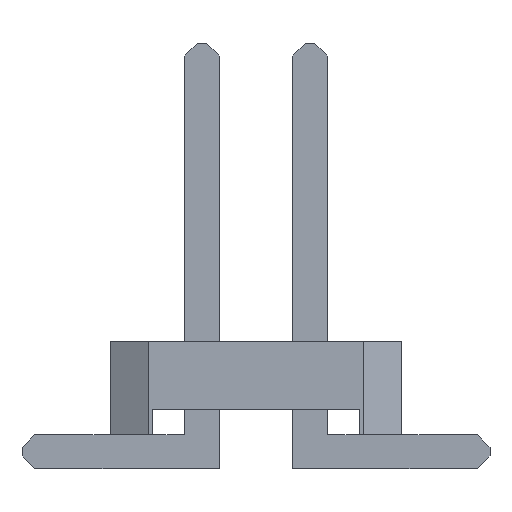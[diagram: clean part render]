
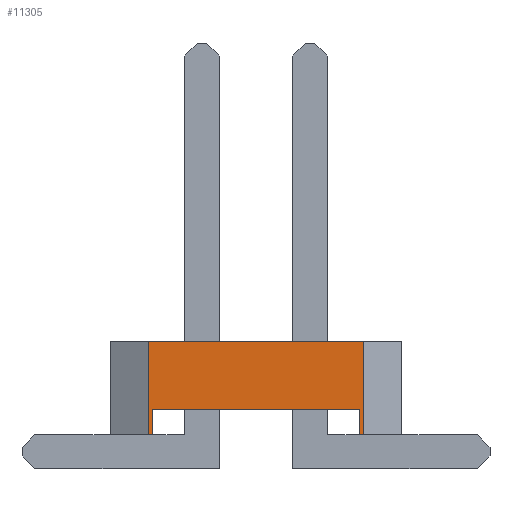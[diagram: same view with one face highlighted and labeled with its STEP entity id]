
A CAD part, left-side view. The second image highlights one B-rep face of the part: STEP entity #11305.
In plain terms, the highlighted planar face has unit normal (-1, 0, 0).
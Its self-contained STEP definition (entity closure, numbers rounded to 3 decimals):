
#42 = CARTESIAN_POINT ( 'NONE',  ( -1.27, -1.215, 0. ) ) ;
#250 = CARTESIAN_POINT ( 'NONE',  ( -1.27, 1.265, -20. ) ) ;
#667 = EDGE_CURVE ( 'NONE', #13600, #16452, #2311, .T. ) ;
#692 = ORIENTED_EDGE ( 'NONE', *, *, #12814, .F. ) ;
#1020 = CARTESIAN_POINT ( 'NONE',  ( -1.27, -1.215, 0. ) ) ;
#1208 = VERTEX_POINT ( 'NONE', #12973 ) ;
#1331 = CARTESIAN_POINT ( 'NONE',  ( -1.27, -1.265, 0. ) ) ;
#1381 = AXIS2_PLACEMENT_3D ( 'NONE', #6204, #15269, #5947 ) ;
#1481 = VECTOR ( 'NONE', #7093, 1000. ) ;
#1794 = VECTOR ( 'NONE', #11643, 1000. ) ;
#1821 = ORIENTED_EDGE ( 'NONE', *, *, #14195, .F. ) ;
#1991 = CARTESIAN_POINT ( 'NONE',  ( -1.27, 1.265, 0. ) ) ;
#2311 = LINE ( 'NONE', #42, #13654 ) ;
#2736 = EDGE_CURVE ( 'NONE', #16452, #3180, #11455, .T. ) ;
#2845 = VECTOR ( 'NONE', #5747, 1000. ) ;
#3026 = CARTESIAN_POINT ( 'NONE',  ( -1.27, -1.715, 0. ) ) ;
#3125 = CARTESIAN_POINT ( 'NONE',  ( -1.27, 1.265, 1.1 ) ) ;
#3180 = VERTEX_POINT ( 'NONE', #11783 ) ;
#3235 = LINE ( 'NONE', #4278, #2845 ) ;
#3469 = DIRECTION ( 'NONE',  ( 0., 0., -1. ) ) ;
#3553 = VERTEX_POINT ( 'NONE', #1991 ) ;
#3897 = VERTEX_POINT ( 'NONE', #10921 ) ;
#4278 = CARTESIAN_POINT ( 'NONE',  ( -1.27, -1.265, -20. ) ) ;
#4485 = ORIENTED_EDGE ( 'NONE', *, *, #6445, .F. ) ;
#5747 = DIRECTION ( 'NONE',  ( 0., 0., 1. ) ) ;
#5947 = DIRECTION ( 'NONE',  ( 0., 0., -1. ) ) ;
#6204 = CARTESIAN_POINT ( 'NONE',  ( -1.27, -1.715, 1.1 ) ) ;
#6320 = LINE ( 'NONE', #11466, #1794 ) ;
#6445 = EDGE_CURVE ( 'NONE', #3180, #1208, #10317, .T. ) ;
#6567 = VECTOR ( 'NONE', #3469, 1000. ) ;
#7093 = DIRECTION ( 'NONE',  ( 0., -1., 0. ) ) ;
#7250 = DIRECTION ( 'NONE',  ( 0., -1., 0. ) ) ;
#7352 = ORIENTED_EDGE ( 'NONE', *, *, #16150, .T. ) ;
#7377 = ORIENTED_EDGE ( 'NONE', *, *, #12836, .T. ) ;
#7725 = CARTESIAN_POINT ( 'NONE',  ( -1.27, -1.215, 0.3 ) ) ;
#8373 = EDGE_CURVE ( 'NONE', #3553, #1208, #13793, .T. ) ;
#8817 = PLANE ( 'NONE',  #1381 ) ;
#8965 = VECTOR ( 'NONE', #12262, 1000. ) ;
#10317 = LINE ( 'NONE', #13989, #6567 ) ;
#10371 = VECTOR ( 'NONE', #15452, 1000. ) ;
#10921 = CARTESIAN_POINT ( 'NONE',  ( -1.27, -1.265, 1.1 ) ) ;
#11252 = FACE_OUTER_BOUND ( 'NONE', #16497, .T. ) ;
#11305 = ADVANCED_FACE ( 'NONE', ( #11252 ), #8817, .F. ) ;
#11455 = LINE ( 'NONE', #11632, #10371 ) ;
#11466 = CARTESIAN_POINT ( 'NONE',  ( -1.27, -1.715, 1.1 ) ) ;
#11632 = CARTESIAN_POINT ( 'NONE',  ( -1.27, 1.215, 0.3 ) ) ;
#11643 = DIRECTION ( 'NONE',  ( 0., -1., 0. ) ) ;
#11783 = CARTESIAN_POINT ( 'NONE',  ( -1.27, 1.215, 0.3 ) ) ;
#11984 = VERTEX_POINT ( 'NONE', #3125 ) ;
#12262 = DIRECTION ( 'NONE',  ( 0., 0., 1. ) ) ;
#12814 = EDGE_CURVE ( 'NONE', #3553, #11984, #15338, .T. ) ;
#12836 = EDGE_CURVE ( 'NONE', #13600, #16037, #16649, .T. ) ;
#12973 = CARTESIAN_POINT ( 'NONE',  ( -1.27, 1.215, 0. ) ) ;
#13100 = DIRECTION ( 'NONE',  ( 0., 0., 1. ) ) ;
#13257 = ORIENTED_EDGE ( 'NONE', *, *, #8373, .T. ) ;
#13600 = VERTEX_POINT ( 'NONE', #1020 ) ;
#13654 = VECTOR ( 'NONE', #13100, 1000. ) ;
#13793 = LINE ( 'NONE', #13971, #15736 ) ;
#13971 = CARTESIAN_POINT ( 'NONE',  ( -1.27, -1.715, 0. ) ) ;
#13989 = CARTESIAN_POINT ( 'NONE',  ( -1.27, 1.215, 0. ) ) ;
#14195 = EDGE_CURVE ( 'NONE', #11984, #3897, #6320, .T. ) ;
#14266 = ORIENTED_EDGE ( 'NONE', *, *, #2736, .F. ) ;
#15269 = DIRECTION ( 'NONE',  ( 1., 0., 0. ) ) ;
#15338 = LINE ( 'NONE', #250, #8965 ) ;
#15452 = DIRECTION ( 'NONE',  ( 0., 1., 0. ) ) ;
#15736 = VECTOR ( 'NONE', #7250, 1000. ) ;
#16037 = VERTEX_POINT ( 'NONE', #1331 ) ;
#16150 = EDGE_CURVE ( 'NONE', #16037, #3897, #3235, .T. ) ;
#16452 = VERTEX_POINT ( 'NONE', #7725 ) ;
#16497 = EDGE_LOOP ( 'NONE', ( #7377, #7352, #1821, #692, #13257, #4485, #14266, #16857 ) ) ;
#16649 = LINE ( 'NONE', #3026, #1481 ) ;
#16857 = ORIENTED_EDGE ( 'NONE', *, *, #667, .F. ) ;
